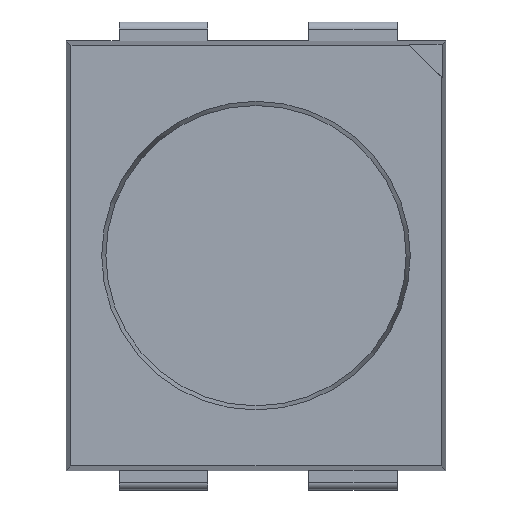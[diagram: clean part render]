
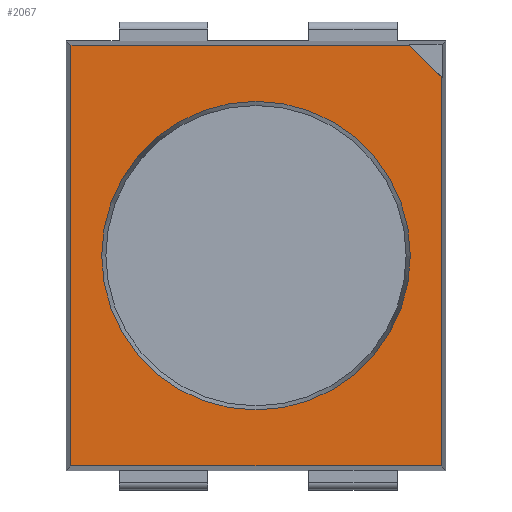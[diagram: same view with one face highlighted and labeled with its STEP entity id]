
A CAD part, top view. The second image highlights one B-rep face of the part: STEP entity #2067.
In plain terms, the highlighted planar face has unit normal (0, 0, 1).
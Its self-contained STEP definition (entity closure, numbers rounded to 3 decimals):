
#74=PLANE('',#2165);
#255=LINE('',#2938,#457);
#257=LINE('',#2942,#459);
#263=LINE('',#2954,#465);
#265=LINE('',#2958,#467);
#266=LINE('',#2960,#468);
#457=VECTOR('',#2494,1000.);
#459=VECTOR('',#2498,1000.);
#465=VECTOR('',#2506,1000.);
#467=VECTOR('',#2510,1000.);
#468=VECTOR('',#2513,1000.);
#870=ORIENTED_EDGE('',*,*,#1130,.F.);
#871=ORIENTED_EDGE('',*,*,#1121,.T.);
#872=ORIENTED_EDGE('',*,*,#1119,.T.);
#873=ORIENTED_EDGE('',*,*,#1129,.T.);
#874=ORIENTED_EDGE('',*,*,#1127,.T.);
#875=ORIENTED_EDGE('',*,*,#1131,.T.);
#1119=EDGE_CURVE('',#1281,#1280,#255,.F.);
#1121=EDGE_CURVE('',#1282,#1281,#257,.F.);
#1127=EDGE_CURVE('',#1287,#1286,#263,.F.);
#1129=EDGE_CURVE('',#1280,#1287,#265,.F.);
#1130=EDGE_CURVE('',#1282,#1286,#266,.T.);
#1131=EDGE_CURVE('',#1288,#1288,#1324,.T.);
#1280=VERTEX_POINT('',#2937);
#1281=VERTEX_POINT('',#2939);
#1282=VERTEX_POINT('',#2943);
#1286=VERTEX_POINT('',#2953);
#1287=VERTEX_POINT('',#2955);
#1288=VERTEX_POINT('',#2962);
#1324=CIRCLE('',#2166,1.221);
#1385=EDGE_LOOP('',(#870,#871,#872,#873,#874));
#1386=EDGE_LOOP('',(#875));
#1465=FACE_BOUND('',#1385,.T.);
#1466=FACE_BOUND('',#1386,.T.);
#2067=ADVANCED_FACE('',(#1465,#1466),#74,.T.);
#2165=AXIS2_PLACEMENT_3D('',#2959,#2511,#2512);
#2166=AXIS2_PLACEMENT_3D('',#2961,#2514,#2515);
#2494=DIRECTION('',(0.,1.,0.));
#2498=DIRECTION('',(1.,0.,0.));
#2506=DIRECTION('',(0.,-1.,0.));
#2510=DIRECTION('',(-1.,0.,0.));
#2511=DIRECTION('',(0.,0.,1.));
#2512=DIRECTION('',(1.,0.,0.));
#2513=DIRECTION('',(0.707,-0.707,0.));
#2514=DIRECTION('',(0.,0.,-1.));
#2515=DIRECTION('',(-1.,0.,0.));
#2937=CARTESIAN_POINT('',(-1.463,-1.663,1.05));
#2938=CARTESIAN_POINT('',(-1.463,0.,1.05));
#2939=CARTESIAN_POINT('',(-1.463,1.663,1.05));
#2942=CARTESIAN_POINT('',(0.,1.663,1.05));
#2943=CARTESIAN_POINT('',(1.215,1.663,1.05));
#2953=CARTESIAN_POINT('',(1.463,1.415,1.05));
#2954=CARTESIAN_POINT('',(1.463,0.,1.05));
#2955=CARTESIAN_POINT('',(1.463,-1.663,1.05));
#2958=CARTESIAN_POINT('',(0.,-1.663,1.05));
#2959=CARTESIAN_POINT('',(0.,0.,1.05));
#2960=CARTESIAN_POINT('',(1.179,1.7,1.05));
#2961=CARTESIAN_POINT('',(0.,0.,1.05));
#2962=CARTESIAN_POINT('',(-1.221,0.,1.05));
